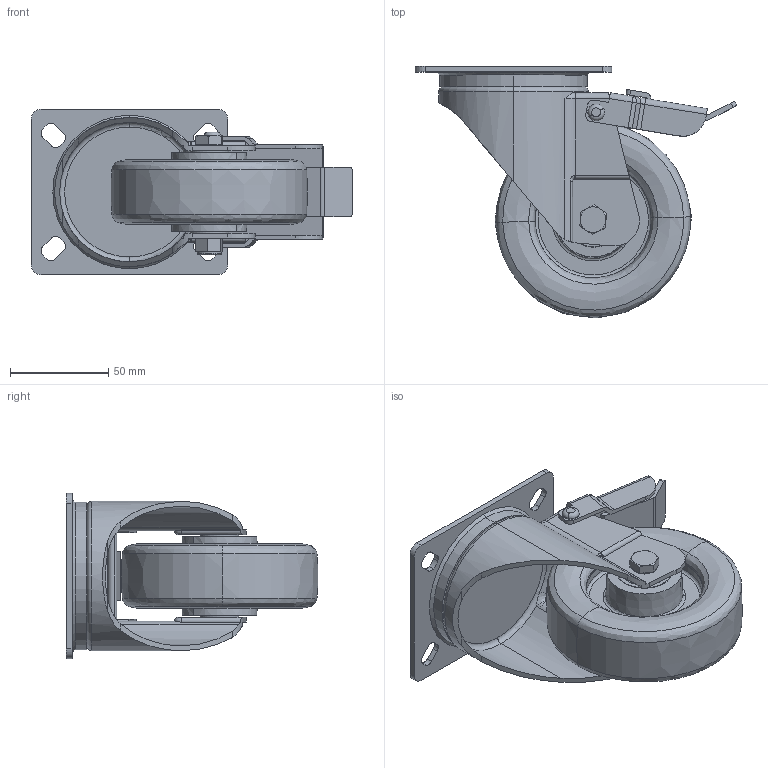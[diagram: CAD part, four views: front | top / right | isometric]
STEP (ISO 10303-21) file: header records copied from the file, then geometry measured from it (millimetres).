
FILE_DESCRIPTION (( 'STEP AP214' ), '1' );
FILE_NAME ('0029921_L-MV-PUZK-100-K-3-DSN_(A-03).step', '2019-10-14T11:04:52', ( '' ), ( '' ), 'SwSTEP 2.0', 'SolidWorks 2018', '' );
FILE_SCHEMA (( 'AUTOMOTIVE_DESIGN' ));
Length unit declared in the file: millimetre
Products named in the file (1): 0029921_L-MV-PUZK-100-K-3-DSN_(A-03)
Bounding box: 163.5 x 127.92 x 84 mm (x, y, z)
Surface area: 137318.5 mm2 (no closed solid volume)
Topology: 0 solids, 20 shells, 709 faces, 1791 edges, 1134 vertices
Faces by surface type: plane 210, cylinder 200, bspline 146, cone 80, torus 71, sphere 2
Entity records: 33618 total; most frequent: CARTESIAN_POINT 9326, ORIENTED_EDGE 3578, DIRECTION 3277, EDGE_CURVE 1789, AXIS2_PLACEMENT_3D 1327, VERTEX_POINT 1134, EDGE_LOOP 779, CIRCLE 763
